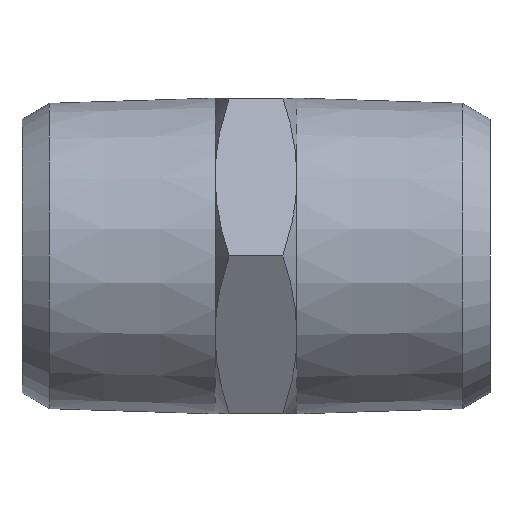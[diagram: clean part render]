
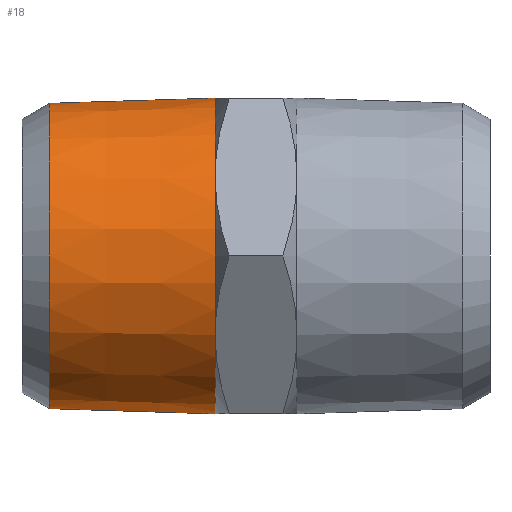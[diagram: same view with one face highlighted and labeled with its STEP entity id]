
A CAD part, left-side view. The second image highlights one B-rep face of the part: STEP entity #18.
In plain terms, the highlighted conical face has half-angle 1.79 degrees and reference radius 13.05 mm.
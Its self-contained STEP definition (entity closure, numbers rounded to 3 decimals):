
#6 = CARTESIAN_POINT ( 'NONE',  ( 0., 37.662, 0. ) ) ;
#12 = DIRECTION ( 'NONE',  ( 0., 0., -1. ) ) ;
#13 = DIRECTION ( 'NONE',  ( 0., -1., 0. ) ) ;
#18 = ADVANCED_FACE ( 'NONE', ( #729, #728 ), #721, .T. ) ;
#94 = EDGE_CURVE ( 'NONE', #487, #487, #648, .T. ) ;
#104 = EDGE_CURVE ( 'NONE', #486, #486, #651, .T. ) ;
#275 = DIRECTION ( 'NONE',  ( 0., -1., 0. ) ) ;
#299 = CARTESIAN_POINT ( 'NONE',  ( 0., 37.662, -13.05 ) ) ;
#314 = DIRECTION ( 'NONE',  ( 0., 0., -1. ) ) ;
#321 = CARTESIAN_POINT ( 'NONE',  ( 0., 37.662, 0. ) ) ;
#383 = CARTESIAN_POINT ( 'NONE',  ( 0., 23.5, -13.493 ) ) ;
#404 = DIRECTION ( 'NONE',  ( 0., 0., -1. ) ) ;
#405 = DIRECTION ( 'NONE',  ( 0., -1., 0. ) ) ;
#406 = CARTESIAN_POINT ( 'NONE',  ( 0., 23.5, 0. ) ) ;
#486 = VERTEX_POINT ( 'NONE', #383 ) ;
#487 = VERTEX_POINT ( 'NONE', #299 ) ;
#511 = AXIS2_PLACEMENT_3D ( 'NONE', #321, #275, #314 ) ;
#518 = AXIS2_PLACEMENT_3D ( 'NONE', #406, #405, #404 ) ;
#538 = AXIS2_PLACEMENT_3D ( 'NONE', #6, #13, #12 ) ;
#580 = EDGE_LOOP ( 'NONE', ( #624 ) ) ;
#624 = ORIENTED_EDGE ( 'NONE', *, *, #94, .T. ) ;
#626 = ORIENTED_EDGE ( 'NONE', *, *, #104, .F. ) ;
#632 = EDGE_LOOP ( 'NONE', ( #626 ) ) ;
#648 = CIRCLE ( 'NONE', #511, 13.05 ) ;
#651 = CIRCLE ( 'NONE', #518, 13.493 ) ;
#721 = CONICAL_SURFACE ( 'NONE', #538, 13.05, 0.031 ) ;
#728 = FACE_OUTER_BOUND ( 'NONE', #632, .T. ) ;
#729 = FACE_BOUND ( 'NONE', #580, .T. ) ;
